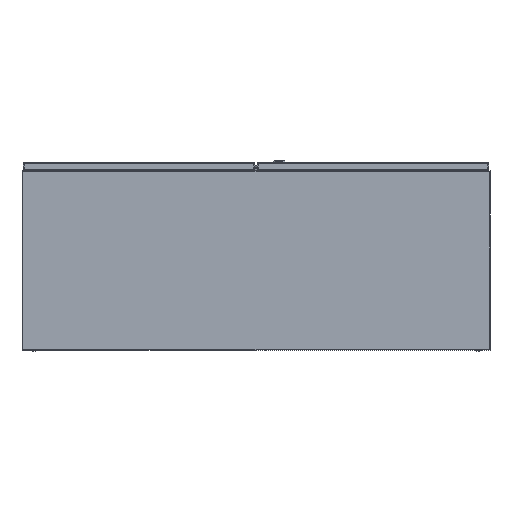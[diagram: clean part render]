
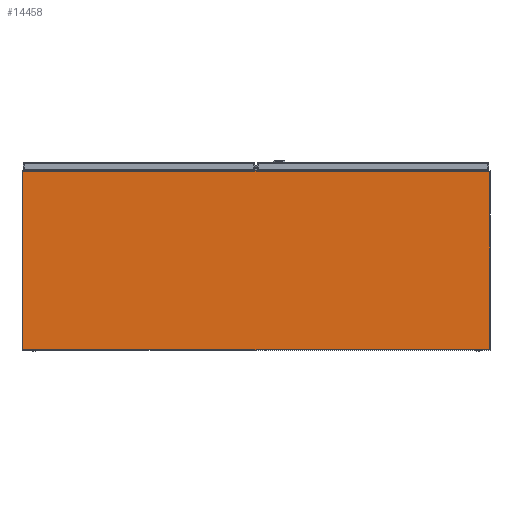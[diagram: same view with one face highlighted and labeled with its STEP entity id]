
A CAD part, front view. The second image highlights one B-rep face of the part: STEP entity #14458.
In plain terms, the highlighted planar face has unit normal (0, -1, 0).
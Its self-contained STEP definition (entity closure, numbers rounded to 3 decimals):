
#2384 = LINE ( 'NONE', #12772, #55254 ) ;
#5410 = LINE ( 'NONE', #96179, #56188 ) ;
#7072 = VERTEX_POINT ( 'NONE', #47992 ) ;
#12772 = CARTESIAN_POINT ( 'NONE',  ( 0., 0., 0. ) ) ;
#14458 = ADVANCED_FACE ( 'NONE', ( #59498 ), #89263, .F. ) ;
#17694 = VERTEX_POINT ( 'NONE', #55886 ) ;
#19386 = ORIENTED_EDGE ( 'NONE', *, *, #49550, .F. ) ;
#21275 = DIRECTION ( 'NONE',  ( 0., 1., 0. ) ) ;
#23292 = ORIENTED_EDGE ( 'NONE', *, *, #44201, .F. ) ;
#23642 = CARTESIAN_POINT ( 'NONE',  ( 1000., 0., 0. ) ) ;
#29932 = DIRECTION ( 'NONE',  ( 1., 0., 0. ) ) ;
#34556 = DIRECTION ( 'NONE',  ( 1., 0., 0. ) ) ;
#34640 = EDGE_CURVE ( 'NONE', #17694, #7072, #5410, .T. ) ;
#44201 = EDGE_CURVE ( 'NONE', #17694, #78305, #62170, .T. ) ;
#44758 = VECTOR ( 'NONE', #73153, 1000. ) ;
#47992 = CARTESIAN_POINT ( 'NONE',  ( 0., 0., 0. ) ) ;
#49550 = EDGE_CURVE ( 'NONE', #78305, #88525, #50305, .T. ) ;
#50305 = LINE ( 'NONE', #72177, #44758 ) ;
#53035 = DIRECTION ( 'NONE',  ( 0., 0., 1. ) ) ;
#53649 = AXIS2_PLACEMENT_3D ( 'NONE', #67909, #21275, #53035 ) ;
#55254 = VECTOR ( 'NONE', #34556, 1000. ) ;
#55886 = CARTESIAN_POINT ( 'NONE',  ( 0., 0., 383. ) ) ;
#56188 = VECTOR ( 'NONE', #87319, 1000. ) ;
#59498 = FACE_OUTER_BOUND ( 'NONE', #65083, .T. ) ;
#60890 = VECTOR ( 'NONE', #29932, 1000. ) ;
#62068 = ORIENTED_EDGE ( 'NONE', *, *, #34640, .T. ) ;
#62170 = LINE ( 'NONE', #84524, #60890 ) ;
#65083 = EDGE_LOOP ( 'NONE', ( #19386, #23292, #62068, #75183 ) ) ;
#67909 = CARTESIAN_POINT ( 'NONE',  ( 0., 0., 383. ) ) ;
#68174 = EDGE_CURVE ( 'NONE', #7072, #88525, #2384, .T. ) ;
#72177 = CARTESIAN_POINT ( 'NONE',  ( 1000., 0., 383. ) ) ;
#73153 = DIRECTION ( 'NONE',  ( 0., 0., -1. ) ) ;
#75183 = ORIENTED_EDGE ( 'NONE', *, *, #68174, .T. ) ;
#78305 = VERTEX_POINT ( 'NONE', #97422 ) ;
#84524 = CARTESIAN_POINT ( 'NONE',  ( 0., 0., 383. ) ) ;
#87319 = DIRECTION ( 'NONE',  ( 0., 0., -1. ) ) ;
#88525 = VERTEX_POINT ( 'NONE', #23642 ) ;
#89263 = PLANE ( 'NONE',  #53649 ) ;
#96179 = CARTESIAN_POINT ( 'NONE',  ( 0., 0., 383. ) ) ;
#97422 = CARTESIAN_POINT ( 'NONE',  ( 1000., 0., 383. ) ) ;
